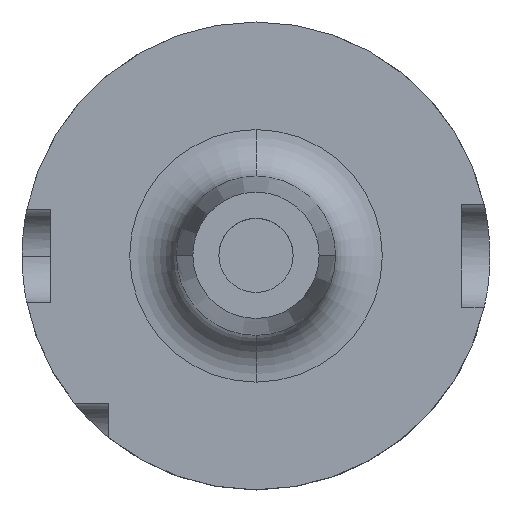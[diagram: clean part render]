
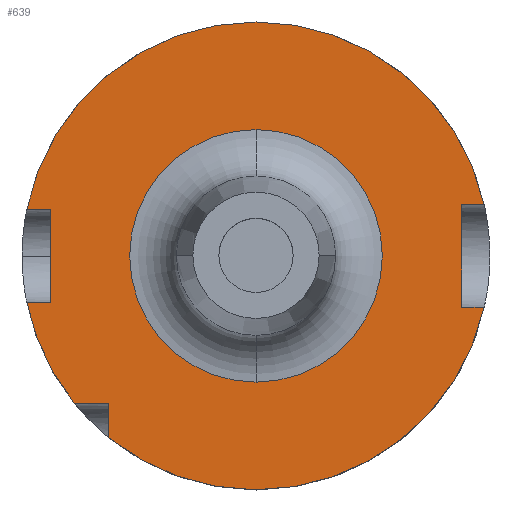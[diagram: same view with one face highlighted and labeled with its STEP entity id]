
A CAD part, top view. The second image highlights one B-rep face of the part: STEP entity #639.
In plain terms, the highlighted planar face has unit normal (0, 0, 1).
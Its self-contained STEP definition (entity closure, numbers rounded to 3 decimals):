
#50 = ORIENTED_EDGE ( 'NONE', *, *, #849, .T. ) ;
#98 = VECTOR ( 'NONE', #750, 1000. ) ;
#111 = ORIENTED_EDGE ( 'NONE', *, *, #2373, .F. ) ;
#165 = DIRECTION ( 'NONE',  ( 0., 0., -1. ) ) ;
#190 = LINE ( 'NONE', #243, #1709 ) ;
#196 = VERTEX_POINT ( 'NONE', #893 ) ;
#201 = DIRECTION ( 'NONE',  ( 0., 1., 0. ) ) ;
#203 = CIRCLE ( 'NONE', #1247, 50. ) ;
#205 = CARTESIAN_POINT ( 'NONE',  ( 0., 50., 29. ) ) ;
#225 = DIRECTION ( 'NONE',  ( -1., 0., 0. ) ) ;
#243 = CARTESIAN_POINT ( 'NONE',  ( 0., -10., 29. ) ) ;
#284 = DIRECTION ( 'NONE',  ( 0., -1., 0. ) ) ;
#325 = VERTEX_POINT ( 'NONE', #1000 ) ;
#365 = VERTEX_POINT ( 'NONE', #1670 ) ;
#371 = LINE ( 'NONE', #1483, #2036 ) ;
#381 = CARTESIAN_POINT ( 'NONE',  ( 48.775, 11., 29. ) ) ;
#447 = VERTEX_POINT ( 'NONE', #1338 ) ;
#484 = ORIENTED_EDGE ( 'NONE', *, *, #2248, .F. ) ;
#485 = CARTESIAN_POINT ( 'NONE',  ( 0., -31.5, 29. ) ) ;
#526 = CARTESIAN_POINT ( 'NONE',  ( -44., -10., 29. ) ) ;
#561 = EDGE_CURVE ( 'NONE', #2032, #979, #2367, .T. ) ;
#575 = FACE_OUTER_BOUND ( 'NONE', #646, .T. ) ;
#639 = ADVANCED_FACE ( 'NONE', ( #2746, #575 ), #1123, .T. ) ;
#646 = EDGE_LOOP ( 'NONE', ( #1644, #484, #949, #2799, #1197, #50, #111, #1773, #1980, #2247, #1542, #2611 ) ) ;
#679 = VERTEX_POINT ( 'NONE', #1907 ) ;
#696 = VERTEX_POINT ( 'NONE', #1880 ) ;
#700 = CARTESIAN_POINT ( 'NONE',  ( 0., 10., 29. ) ) ;
#703 = EDGE_CURVE ( 'NONE', #979, #365, #2678, .T. ) ;
#749 = AXIS2_PLACEMENT_3D ( 'NONE', #2776, #165, #1588 ) ;
#750 = DIRECTION ( 'NONE',  ( 1., 0., 0. ) ) ;
#837 = CARTESIAN_POINT ( 'NONE',  ( -31.5, -31.5, 29. ) ) ;
#843 = DIRECTION ( 'NONE',  ( 0., 1., 0. ) ) ;
#849 = EDGE_CURVE ( 'NONE', #679, #1482, #1254, .T. ) ;
#859 = CARTESIAN_POINT ( 'NONE',  ( 0., 0., 29. ) ) ;
#893 = CARTESIAN_POINT ( 'NONE',  ( -31.5, -38.83, 29. ) ) ;
#923 = DIRECTION ( 'NONE',  ( 0., 1., 0. ) ) ;
#926 = EDGE_CURVE ( 'NONE', #447, #2037, #2192, .T. ) ;
#932 = DIRECTION ( 'NONE',  ( 0., 0., -1. ) ) ;
#933 = AXIS2_PLACEMENT_3D ( 'NONE', #1385, #1193, #2262 ) ;
#941 = CARTESIAN_POINT ( 'NONE',  ( 0., 0., 29. ) ) ;
#949 = ORIENTED_EDGE ( 'NONE', *, *, #1103, .F. ) ;
#979 = VERTEX_POINT ( 'NONE', #1433 ) ;
#993 = CARTESIAN_POINT ( 'NONE',  ( -48.99, 10., 29. ) ) ;
#1000 = CARTESIAN_POINT ( 'NONE',  ( 0., -27., 29. ) ) ;
#1029 = DIRECTION ( 'NONE',  ( 0., 0., -1. ) ) ;
#1038 = VECTOR ( 'NONE', #1171, 1000. ) ;
#1069 = CARTESIAN_POINT ( 'NONE',  ( 0., 0., 29. ) ) ;
#1087 = EDGE_CURVE ( 'NONE', #2758, #1617, #1357, .T. ) ;
#1103 = EDGE_CURVE ( 'NONE', #2410, #196, #203, .T. ) ;
#1123 = PLANE ( 'NONE',  #1703 ) ;
#1171 = DIRECTION ( 'NONE',  ( 0., -1., 0. ) ) ;
#1193 = DIRECTION ( 'NONE',  ( 0., 0., -1. ) ) ;
#1197 = ORIENTED_EDGE ( 'NONE', *, *, #2653, .F. ) ;
#1203 = ORIENTED_EDGE ( 'NONE', *, *, #1372, .T. ) ;
#1247 = AXIS2_PLACEMENT_3D ( 'NONE', #941, #932, #923 ) ;
#1254 = LINE ( 'NONE', #1637, #98 ) ;
#1260 = DIRECTION ( 'NONE',  ( -1., 0., 0. ) ) ;
#1338 = CARTESIAN_POINT ( 'NONE',  ( -44., 10., 29. ) ) ;
#1348 = EDGE_CURVE ( 'NONE', #2410, #696, #371, .T. ) ;
#1357 = CIRCLE ( 'NONE', #933, 50. ) ;
#1372 = EDGE_CURVE ( 'NONE', #325, #2734, #2103, .T. ) ;
#1374 = VECTOR ( 'NONE', #225, 1000. ) ;
#1385 = CARTESIAN_POINT ( 'NONE',  ( 0., 0., 29. ) ) ;
#1433 = CARTESIAN_POINT ( 'NONE',  ( -38.83, -31.5, 29. ) ) ;
#1482 = VERTEX_POINT ( 'NONE', #381 ) ;
#1483 = CARTESIAN_POINT ( 'NONE',  ( 0., -11., 29. ) ) ;
#1494 = EDGE_CURVE ( 'NONE', #2734, #325, #2400, .T. ) ;
#1504 = DIRECTION ( 'NONE',  ( 0., 0., -1. ) ) ;
#1542 = ORIENTED_EDGE ( 'NONE', *, *, #2536, .F. ) ;
#1588 = DIRECTION ( 'NONE',  ( 0., -1., 0. ) ) ;
#1617 = VERTEX_POINT ( 'NONE', #205 ) ;
#1637 = CARTESIAN_POINT ( 'NONE',  ( 0., 11., 29. ) ) ;
#1644 = ORIENTED_EDGE ( 'NONE', *, *, #561, .F. ) ;
#1670 = CARTESIAN_POINT ( 'NONE',  ( -48.99, -10., 29. ) ) ;
#1703 = AXIS2_PLACEMENT_3D ( 'NONE', #2495, #2588, #2717 ) ;
#1709 = VECTOR ( 'NONE', #1753, 1000. ) ;
#1752 = DIRECTION ( 'NONE',  ( -1., 0., 0. ) ) ;
#1753 = DIRECTION ( 'NONE',  ( 1., 0., 0. ) ) ;
#1773 = ORIENTED_EDGE ( 'NONE', *, *, #1087, .F. ) ;
#1880 = CARTESIAN_POINT ( 'NONE',  ( 44., -11., 29. ) ) ;
#1887 = EDGE_LOOP ( 'NONE', ( #1203, #2053 ) ) ;
#1907 = CARTESIAN_POINT ( 'NONE',  ( 44., 11., 29. ) ) ;
#1926 = DIRECTION ( 'NONE',  ( 0., 0., -1. ) ) ;
#1934 = VECTOR ( 'NONE', #1752, 1000. ) ;
#1945 = CARTESIAN_POINT ( 'NONE',  ( -31.5, 0., 29. ) ) ;
#1947 = LINE ( 'NONE', #700, #1374 ) ;
#1980 = ORIENTED_EDGE ( 'NONE', *, *, #2160, .F. ) ;
#1994 = AXIS2_PLACEMENT_3D ( 'NONE', #1069, #1029, #843 ) ;
#2009 = AXIS2_PLACEMENT_3D ( 'NONE', #2798, #1504, #201 ) ;
#2032 = VERTEX_POINT ( 'NONE', #837 ) ;
#2036 = VECTOR ( 'NONE', #1260, 1000. ) ;
#2037 = VERTEX_POINT ( 'NONE', #2811 ) ;
#2053 = ORIENTED_EDGE ( 'NONE', *, *, #1494, .T. ) ;
#2058 = CARTESIAN_POINT ( 'NONE',  ( 0., 27., 29. ) ) ;
#2103 = CIRCLE ( 'NONE', #749, 27. ) ;
#2144 = LINE ( 'NONE', #2660, #2656 ) ;
#2160 = EDGE_CURVE ( 'NONE', #447, #2758, #1947, .T. ) ;
#2192 = LINE ( 'NONE', #526, #1038 ) ;
#2196 = AXIS2_PLACEMENT_3D ( 'NONE', #859, #1926, #2773 ) ;
#2247 = ORIENTED_EDGE ( 'NONE', *, *, #926, .T. ) ;
#2248 = EDGE_CURVE ( 'NONE', #196, #2032, #2452, .T. ) ;
#2262 = DIRECTION ( 'NONE',  ( 0., 1., 0. ) ) ;
#2367 = LINE ( 'NONE', #485, #1934 ) ;
#2373 = EDGE_CURVE ( 'NONE', #1617, #1482, #2617, .T. ) ;
#2381 = VECTOR ( 'NONE', #2604, 1000. ) ;
#2400 = CIRCLE ( 'NONE', #2196, 27. ) ;
#2410 = VERTEX_POINT ( 'NONE', #2576 ) ;
#2452 = LINE ( 'NONE', #1945, #2381 ) ;
#2495 = CARTESIAN_POINT ( 'NONE',  ( 0., 0., 29. ) ) ;
#2536 = EDGE_CURVE ( 'NONE', #365, #2037, #190, .T. ) ;
#2576 = CARTESIAN_POINT ( 'NONE',  ( 48.775, -11., 29. ) ) ;
#2588 = DIRECTION ( 'NONE',  ( 0., 0., 1. ) ) ;
#2604 = DIRECTION ( 'NONE',  ( 0., 1., 0. ) ) ;
#2611 = ORIENTED_EDGE ( 'NONE', *, *, #703, .F. ) ;
#2617 = CIRCLE ( 'NONE', #2009, 50. ) ;
#2653 = EDGE_CURVE ( 'NONE', #679, #696, #2144, .T. ) ;
#2656 = VECTOR ( 'NONE', #284, 1000. ) ;
#2660 = CARTESIAN_POINT ( 'NONE',  ( 44., -11., 29. ) ) ;
#2678 = CIRCLE ( 'NONE', #1994, 50. ) ;
#2717 = DIRECTION ( 'NONE',  ( 0., -1., 0. ) ) ;
#2734 = VERTEX_POINT ( 'NONE', #2058 ) ;
#2746 = FACE_BOUND ( 'NONE', #1887, .T. ) ;
#2758 = VERTEX_POINT ( 'NONE', #993 ) ;
#2773 = DIRECTION ( 'NONE',  ( 0., -1., 0. ) ) ;
#2776 = CARTESIAN_POINT ( 'NONE',  ( 0., 0., 29. ) ) ;
#2798 = CARTESIAN_POINT ( 'NONE',  ( 0., 0., 29. ) ) ;
#2799 = ORIENTED_EDGE ( 'NONE', *, *, #1348, .T. ) ;
#2811 = CARTESIAN_POINT ( 'NONE',  ( -44., -10., 29. ) ) ;
